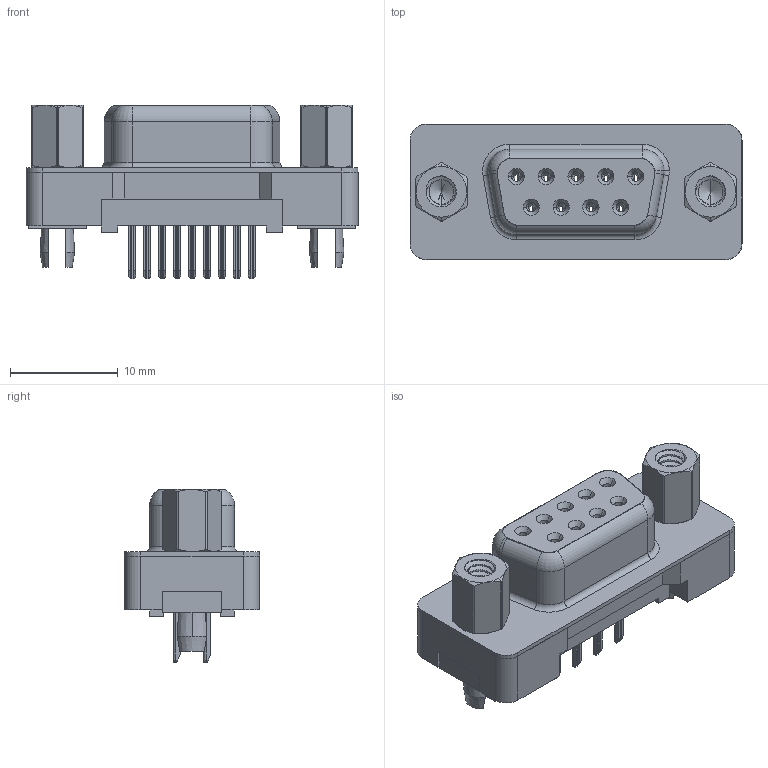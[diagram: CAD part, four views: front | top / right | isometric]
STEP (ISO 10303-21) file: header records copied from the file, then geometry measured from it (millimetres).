
FILE_DESCRIPTION (( 'STEP AP203' ), '1' );
FILE_NAME ('628-009-624-017.STEP', '2020-07-15T22:55:14', ( '' ), ( '' ), 'SwSTEP 2.0', 'SolidWorks 2020', '' );
FILE_SCHEMA (( 'CONFIG_CONTROL_DESIGN' ));
Length unit declared in the file: millimetre
Products named in the file (7): 628 4-40 Hex Standoff; 628 PB 4-40 Threaded Rivet with Boardlock; 628 Plastic Body Housing_09 Contacts; 628 PB Contact Row 1_24; 628 PB Shell_09 Contacts; 628 PB Contact Row 2_24; 628-009-624-017
Assembly tree (15 placements, depth 2):
  628-009-624-017
    628 Plastic Body Housing_09 Contacts
    628 PB Shell_09 Contacts
    628 PB Contact Row 1_24  x5
    628 PB Contact Row 2_24  x4
    628 4-40 Hex Standoff  x2
    628 PB 4-40 Threaded Rivet with Boardlock  x2
Bounding box: 30.82 x 12.55 x 16.1 mm (x, y, z)
Volume: 2208.3 mm3; surface area: 4989.1 mm2
Topology: 15 solids, 15 shells, 1053 faces, 2611 edges, 1610 vertices
Faces by surface type: plane 410, cylinder 314, bspline 162, cone 87, torus 80
Entity records: 19730 total; most frequent: CARTESIAN_POINT 7462, ORIENTED_EDGE 2440, DIRECTION 2240, EDGE_CURVE 1220, AXIS2_PLACEMENT_3D 792, VERTEX_POINT 766, VECTOR 656, LINE 656
